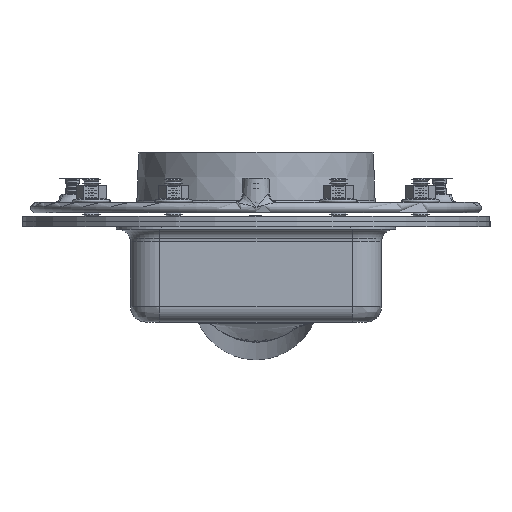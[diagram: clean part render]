
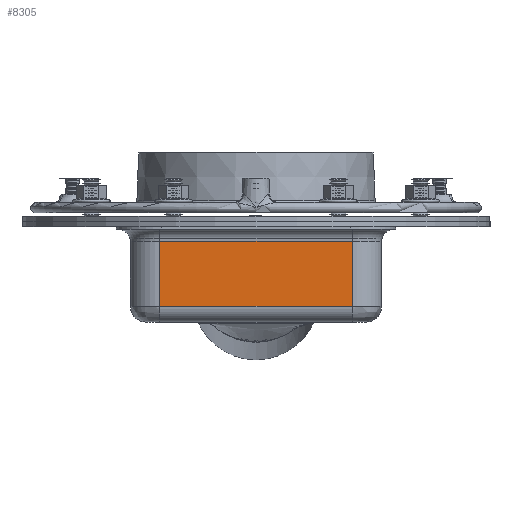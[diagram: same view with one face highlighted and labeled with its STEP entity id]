
A CAD part, left-side view. The second image highlights one B-rep face of the part: STEP entity #8305.
In plain terms, the highlighted planar face has unit normal (-1, 0, 0).
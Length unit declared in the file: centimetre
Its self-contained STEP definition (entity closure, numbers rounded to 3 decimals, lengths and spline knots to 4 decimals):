
#396=PLANE('',#8942);
#633=FACE_OUTER_BOUND('',#1221,.T.);
#1221=EDGE_LOOP('',(#5606,#5607,#5608,#5609));
#1908=LINE('',#13162,#2398);
#1910=LINE('',#13171,#2400);
#1911=LINE('',#13172,#2401);
#1912=LINE('',#13173,#2402);
#2398=VECTOR('',#10220,1.);
#2400=VECTOR('',#10228,1.);
#2401=VECTOR('',#10229,1.);
#2402=VECTOR('',#10230,1.);
#3491=VERTEX_POINT('',#13160);
#3492=VERTEX_POINT('',#13161);
#3495=VERTEX_POINT('',#13169);
#3496=VERTEX_POINT('',#13170);
#4265=EDGE_CURVE('',#3491,#3492,#1908,.T.);
#4269=EDGE_CURVE('',#3495,#3496,#1910,.T.);
#4270=EDGE_CURVE('',#3496,#3491,#1911,.T.);
#4271=EDGE_CURVE('',#3495,#3492,#1912,.T.);
#5606=ORIENTED_EDGE('',*,*,#4269,.T.);
#5607=ORIENTED_EDGE('',*,*,#4270,.T.);
#5608=ORIENTED_EDGE('',*,*,#4265,.T.);
#5609=ORIENTED_EDGE('',*,*,#4271,.F.);
#8305=ADVANCED_FACE('',(#633),#396,.T.);
#8942=AXIS2_PLACEMENT_3D('',#13168,#10226,#10227);
#10220=DIRECTION('',(0.,1.,0.));
#10226=DIRECTION('center_axis',(-1.,0.,0.));
#10227=DIRECTION('ref_axis',(0.,0.,
1.));
#10228=DIRECTION('',(0.,-1.,0.));
#10229=DIRECTION('',(0.,0.,1.));
#10230=DIRECTION('',(0.,0.,1.));
#13160=CARTESIAN_POINT('',(256.209,274.0937,-8.5));
#13161=CARTESIAN_POINT('',(256.209,385.0937,-8.5));
#13162=CARTESIAN_POINT('',(256.209,329.5937,-8.5));
#13168=CARTESIAN_POINT('Origin',(256.209,329.5937,-10.5083));
#13169=CARTESIAN_POINT('',(256.209,385.0937,-46.));
#13170=CARTESIAN_POINT('',(256.209,274.0937,-46.));
#13171=CARTESIAN_POINT('',(256.209,311.0937,-46.));
#13172=CARTESIAN_POINT('',(256.209,274.0937,-55.));
#13173=CARTESIAN_POINT('',(256.209,385.0937,-55.));
